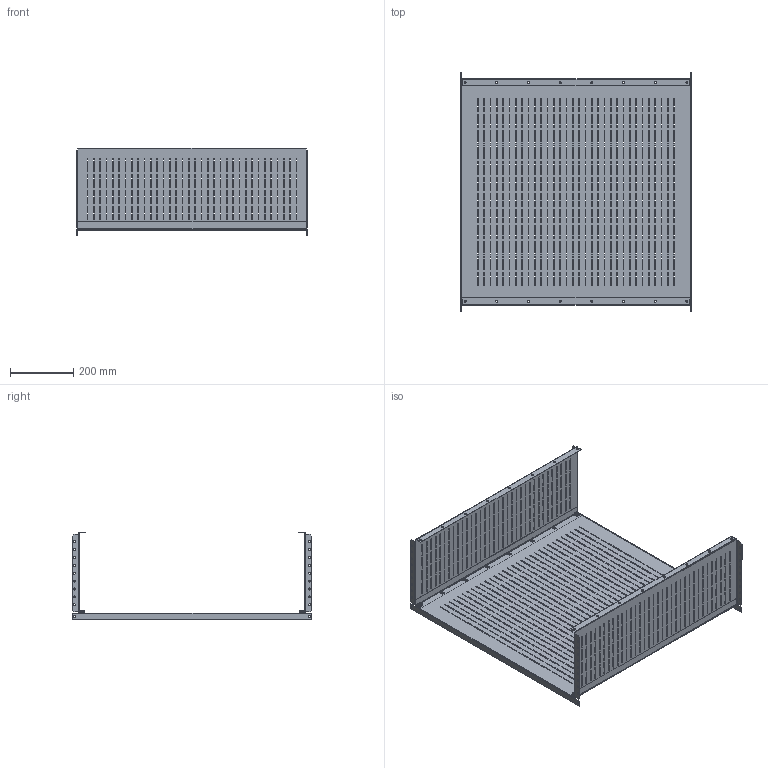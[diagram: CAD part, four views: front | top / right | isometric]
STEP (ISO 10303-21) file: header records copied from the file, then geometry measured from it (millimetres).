
FILE_DESCRIPTION (( 'STEP AP214' ), '1' );
FILE_NAME ('ÌÈ-2494.00.00.000 Ïåðåãîðîäêè äëÿ ñáîðêè ãîðèç. øèí Ø800 Ã800 FORT PROxima.STEP', '2023-03-23T13:38:42', ( '' ), ( '' ), 'SwSTEP 2.0', 'SolidWorks 2021', '' );
FILE_SCHEMA (( 'AUTOMOTIVE_DESIGN' ));
Length unit declared in the file: millimetre
Products named in the file (6): ÌÈ-2494.01.00.001 Ïåðåãîðîäêà; Ãàéêà çàêëàäíàÿ; Ãàéêà çàêëàäêàÿ Ì6; Îáîëî÷êà ãàéêè çàêëàäíîé; ÌÈ-2494.01.00.002 Ýêðàí; ÌÈ-2494.00.00.000 Ïåðåãîðîäêè äëÿ ñáîðêè ãîðèç. øèí Ø800 Ã800 FORT PROxima
Assembly tree (9 placements, depth 3):
  ÌÈ-2494.00.00.000 Ïåðåãîðîäêè äëÿ ñáîðêè ãîðèç. øèí Ø800 Ã800 FORT PROxima
    ÌÈ-2494.01.00.001 Ïåðåãîðîäêà
    ÌÈ-2494.01.00.002 Ýêðàí  x2
    Ãàéêà çàêëàäíàÿ  x4
      Îáîëî÷êà ãàéêè çàêëàäíîé
      Ãàéêà çàêëàäêàÿ Ì6
Bounding box: 726 x 755 x 276 mm (x, y, z)
Volume: 974311.6 mm3; surface area: 2015214.7 mm2
Topology: 11 solids, 11 shells, 3502 faces, 9944 edges, 6464 vertices
Faces by surface type: plane 3126, cylinder 296, bspline 64, cone 16
Entity records: 82288 total; most frequent: CARTESIAN_POINT 14917, ORIENTED_EDGE 14288, DIRECTION 12230, EDGE_CURVE 7144, VECTOR 6876, LINE 6876, VERTEX_POINT 4708, EDGE_LOOP 3596
